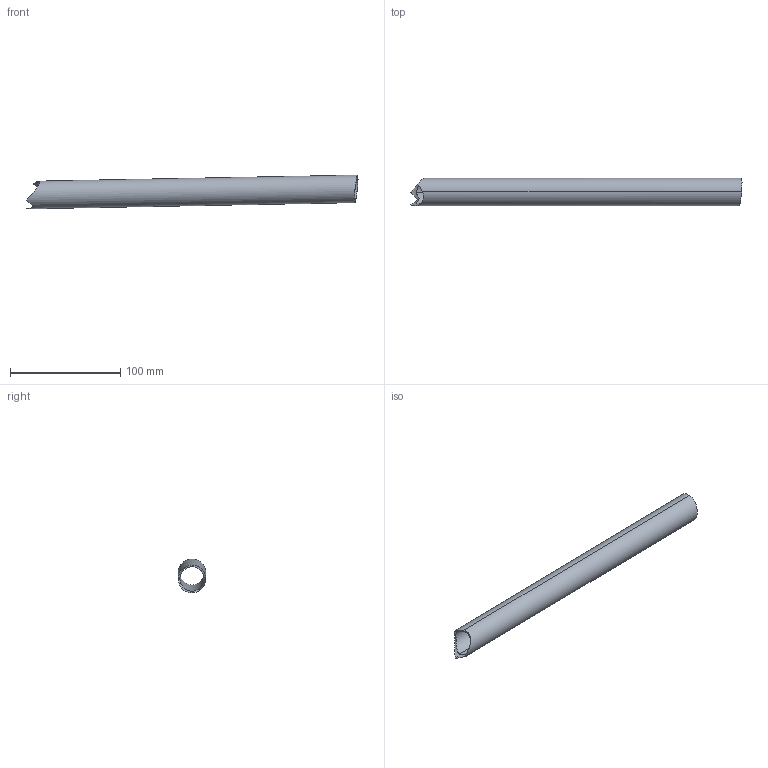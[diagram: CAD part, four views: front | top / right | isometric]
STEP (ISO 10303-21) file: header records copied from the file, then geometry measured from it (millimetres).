
FILE_DESCRIPTION(('STEP AP214'),'1');
FILE_NAME('46.stp','2018-02-08T15:24:17',(' '),(' '),'Spatial InterOp 3D',' ',' ');
FILE_SCHEMA(('automotive_design'));
Length unit declared in the file: metre
Products named in the file (1): Corps1
Bounding box: 301.53 x 25 x 30.72 mm (x, y, z)
Volume: 32243.8 mm3; surface area: 43314.1 mm2
Topology: 1 solids, 1 shells, 9 faces, 27 edges, 19 vertices
Faces by surface type: cylinder 8, plane 1
Entity records: 697 total; most frequent: CARTESIAN_POINT 344, DIRECTION 56, ORIENTED_EDGE 54, EDGE_CURVE 27, AXIS2_PLACEMENT_3D 25, VERTEX_POINT 19, ELLIPSE 15, STYLED_ITEM 10
